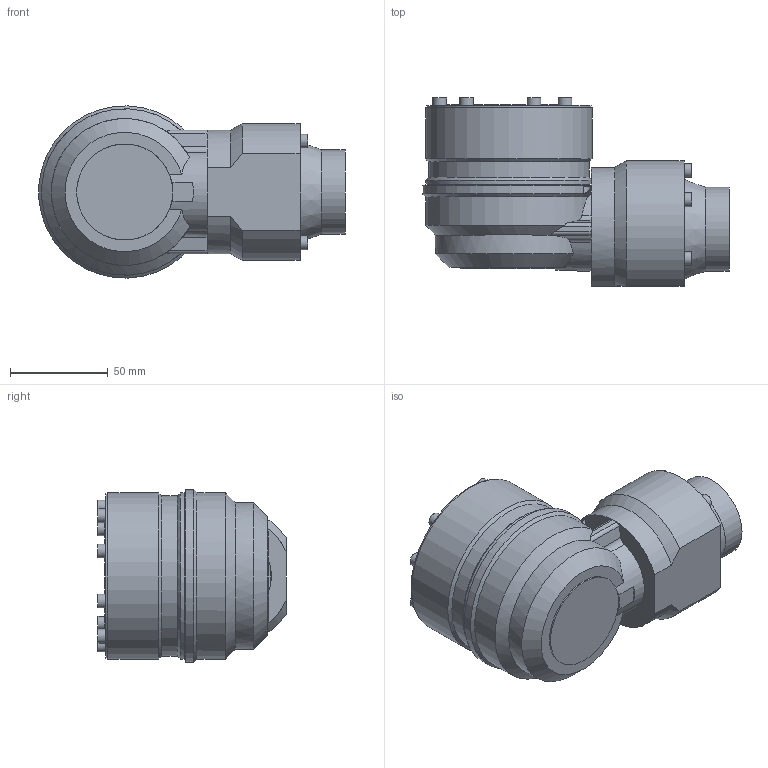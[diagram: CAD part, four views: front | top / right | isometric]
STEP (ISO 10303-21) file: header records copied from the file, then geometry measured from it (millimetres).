
FILE_DESCRIPTION(/* description */ (''),/* implementation_level */ '2;1');
FILE_NAME(/* name */ 'KR6-2 Achse 6_ipt_723aac87.STEP',/* time_stamp */ '2016-12-11T12:29:28-08:00',/* author */ ('Pietro'),/* organization */ (''),/* preprocessor_version */ 'ST-DEVELOPER v16.5',/* originating_system */ 'Autodesk Inventor 2017',/* authorisation */ '');
FILE_SCHEMA (('AUTOMOTIVE_DESIGN { 1 0 10303 214 3 1 1 }'));
Length unit declared in the file: millimetre
Products named in the file (1): KR6-2 Achse 6
Bounding box: 156.34 x 96 x 87.94 mm (x, y, z)
Volume: 652072.9 mm3; surface area: 51305.1 mm2
Topology: 1 solids, 1 shells, 88 faces, 207 edges, 138 vertices
Faces by surface type: cylinder 41, plane 38, cone 7, bspline 2
Full cylindrical faces by diameter (mm): 7 x13, 43 x1, 64 x1, 82 x2, 84 x1, 85 x1
Entity records: 5704 total; most frequent: CARTESIAN_POINT 3617, DIRECTION 448, ORIENTED_EDGE 414, EDGE_CURVE 207, AXIS2_PLACEMENT_3D 192, VERTEX_POINT 138, EDGE_LOOP 107, CIRCLE 101
